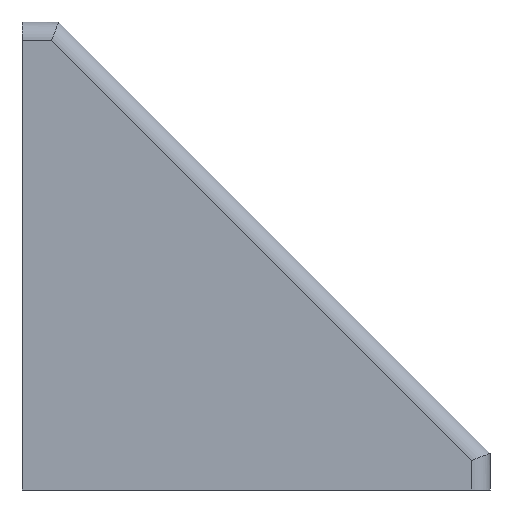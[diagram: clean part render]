
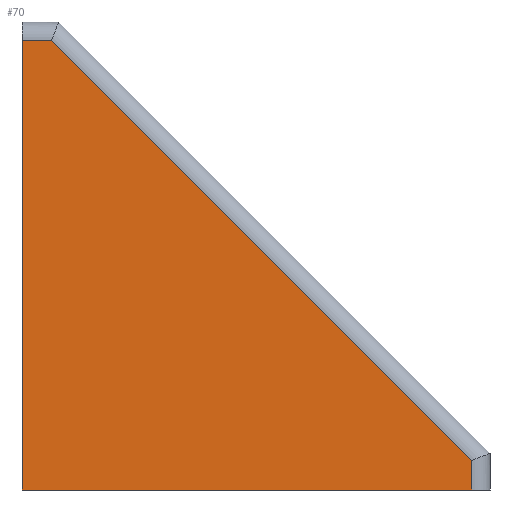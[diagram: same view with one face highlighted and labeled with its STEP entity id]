
A CAD part, left-side view. The second image highlights one B-rep face of the part: STEP entity #70.
In plain terms, the highlighted planar face has unit normal (-1, 0, 0).
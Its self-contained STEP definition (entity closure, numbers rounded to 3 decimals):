
#70=ADVANCED_FACE('1268',(#178),#179,.F.);
#178=FACE_OUTER_BOUND('',#329,.T.);
#179=PLANE('',#330);
#329=EDGE_LOOP('',(#474,#475,#476,#477,#478));
#330=AXIS2_PLACEMENT_3D('',#479,#480,#481);
#474=ORIENTED_EDGE('',*,*,#905,.F.);
#475=ORIENTED_EDGE('',*,*,#906,.F.);
#476=ORIENTED_EDGE('',*,*,#907,.T.);
#477=ORIENTED_EDGE('',*,*,#908,.T.);
#478=ORIENTED_EDGE('',*,*,#909,.T.);
#479=CARTESIAN_POINT('',(-9.0,0.0,0.0));
#480=DIRECTION('',(1.0,0.0,-0.0));
#481=DIRECTION('',(0.0,0.0,1.0));
#905=EDGE_CURVE('1362',#1076,#1077,#1078,.T.);
#906=EDGE_CURVE('1361',#1079,#1076,#1080,.T.);
#907=EDGE_CURVE('1358',#1079,#1081,#1082,.T.);
#908=EDGE_CURVE('1356',#1081,#1083,#1084,.T.);
#909=EDGE_CURVE('1353',#1083,#1077,#1085,.T.);
#1076=VERTEX_POINT('',#1329);
#1077=VERTEX_POINT('',#1330);
#1078=LINE('',#1331,#1332);
#1079=VERTEX_POINT('',#1333);
#1080=LINE('',#1334,#1335);
#1081=VERTEX_POINT('',#1336);
#1082=LINE('',#1337,#1338);
#1083=VERTEX_POINT('',#1339);
#1084=LINE('',#1340,#1341);
#1085=LINE('',#1342,#1343);
#1329=CARTESIAN_POINT('',(-9.0,0.0,0.0));
#1330=CARTESIAN_POINT('',(-9.0,0.0,36.5));
#1331=CARTESIAN_POINT('',(-9.0,0.0,0.0));
#1332=VECTOR('',#1720,36.5);
#1333=CARTESIAN_POINT('',(-9.0,-36.5,0.0));
#1334=CARTESIAN_POINT('',(-9.0,-36.5,0.0));
#1335=VECTOR('',#1721,36.5);
#1336=CARTESIAN_POINT('',(-9.0,-36.5,2.379));
#1337=CARTESIAN_POINT('',(-9.0,-36.5,0.0));
#1338=VECTOR('',#1722,2.379);
#1339=CARTESIAN_POINT('',(-9.0,-2.379,36.5));
#1340=CARTESIAN_POINT('',(-9.0,-36.5,2.379));
#1341=VECTOR('',#1723,48.255);
#1342=CARTESIAN_POINT('',(-9.0,-2.379,36.5));
#1343=VECTOR('',#1724,2.379);
#1720=DIRECTION('',(0.0,0.0,1.0));
#1721=DIRECTION('',(0.0,1.0,0.0));
#1722=DIRECTION('',(0.0,0.0,1.0));
#1723=DIRECTION('',(0.0,0.707,0.707));
#1724=DIRECTION('',(0.0,1.0,0.0));
